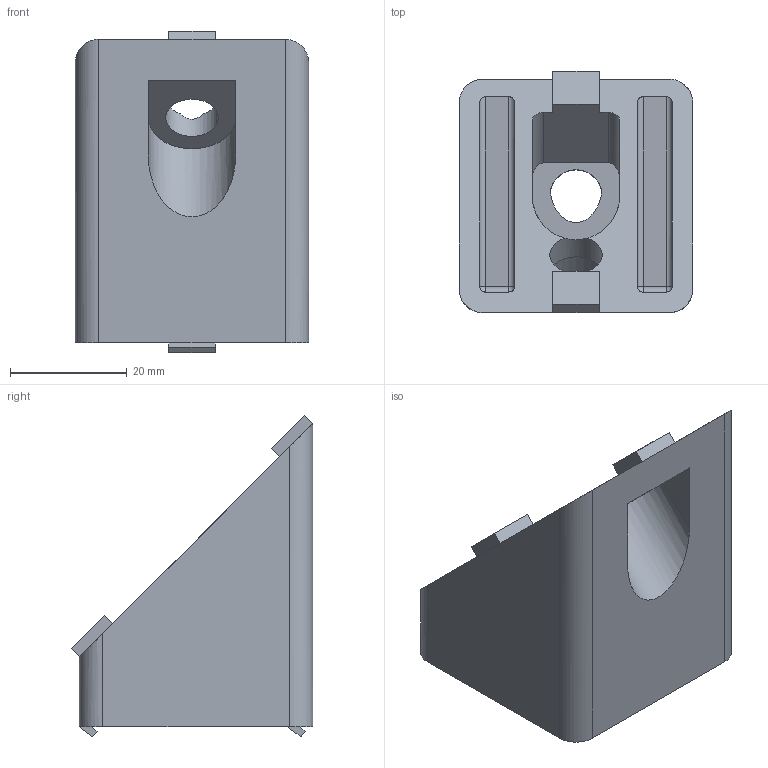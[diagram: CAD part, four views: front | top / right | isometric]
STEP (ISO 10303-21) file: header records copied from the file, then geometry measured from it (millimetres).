
FILE_DESCRIPTION(/* description */ (''),/* implementation_level */ '2;1');
FILE_NAME(/* name */ '11395_KriTec_Profilverbindungsblock_8_40x40-45°.stp',/* time_stamp */ '2015-11-04T10:00:12+01:00',/* author */ ('kostic'),/* organization */ (''),/* preprocessor_version */ 'ST-DEVELOPER v15.2',/* originating_system */ 'Autodesk Inventor 2014',/* authorisation */ '');
FILE_SCHEMA (('CONFIG_CONTROL_DESIGN'));
Length unit declared in the file: millimetre
Products named in the file (1): 11395_KriTec_Profilverbindungsblock_8_40x40-45°
Bounding box: 40 x 41.41 x 55.11 mm (x, y, z)
Volume: 32562.5 mm3; surface area: 14015.6 mm2
Topology: 1 solids, 1 shells, 101 faces, 252 edges, 146 vertices
Faces by surface type: plane 52, cylinder 37, sphere 12
Full cylindrical faces by diameter (mm): 9 x1
Entity records: 3005 total; most frequent: DIRECTION 518, CARTESIAN_POINT 498, ORIENTED_EDGE 476, EDGE_CURVE 238, AXIS2_PLACEMENT_3D 179, LINE 160, VECTOR 160, VERTEX_POINT 145
